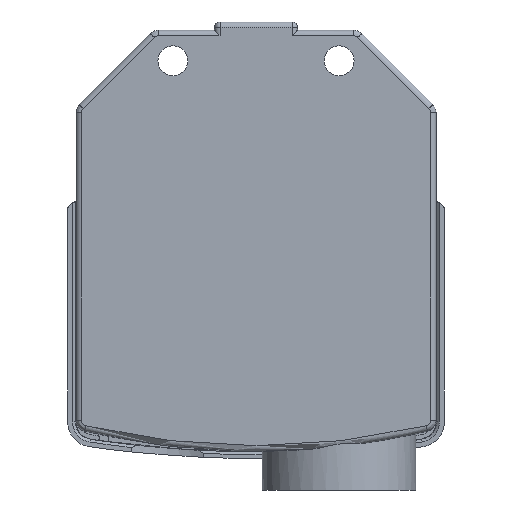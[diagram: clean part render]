
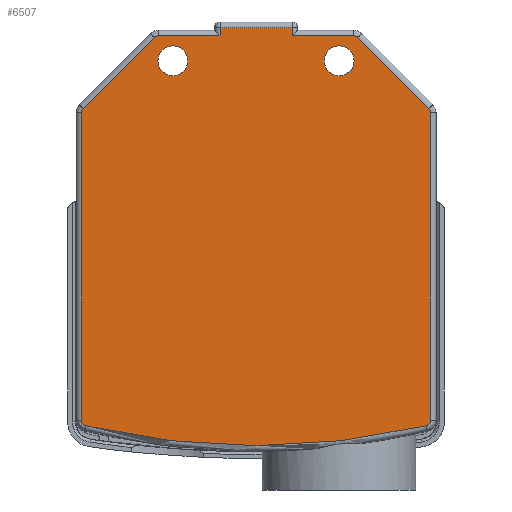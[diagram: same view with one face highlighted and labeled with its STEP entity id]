
A CAD part, front view. The second image highlights one B-rep face of the part: STEP entity #6507.
In plain terms, the highlighted planar face has unit normal (0, -1, 0).
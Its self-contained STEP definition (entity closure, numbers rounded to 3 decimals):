
#38=CARTESIAN_POINT('',(17.672,0.,30.));
#39=DIRECTION('',(0.,1.,0.));
#40=DIRECTION('',(0.,0.,1.));
#41=AXIS2_PLACEMENT_3D('',#38,#39,#40);
#43=DIRECTION('',(0.707,0.,-0.707));
#44=VECTOR('',#43,18.142);
#45=CARTESIAN_POINT('',(18.379,0.,30.707));
#46=LINE('',#45,#44);
#47=CARTESIAN_POINT('',(30.5,0.,17.172));
#48=DIRECTION('',(0.,1.,0.));
#49=DIRECTION('',(0.707,0.,0.707));
#50=AXIS2_PLACEMENT_3D('',#47,#48,#49);
#52=CARTESIAN_POINT('',(30.5,0.,-38.429));
#53=DIRECTION('',(0.,1.,0.));
#54=DIRECTION('',(1.,0.,0.));
#55=AXIS2_PLACEMENT_3D('',#52,#53,#54);
#57=CARTESIAN_POINT('',(0.,0.,90.031));
#58=DIRECTION('',(0.,1.,0.));
#59=DIRECTION('',(0.231,0.,-0.973));
#60=AXIS2_PLACEMENT_3D('',#57,#58,#59);
#62=CARTESIAN_POINT('',(-30.5,0.,-38.429));
#63=DIRECTION('',(0.,1.,0.));
#64=DIRECTION('',(-0.231,0.,-0.973));
#65=AXIS2_PLACEMENT_3D('',#62,#63,#64);
#67=CARTESIAN_POINT('',(-30.5,0.,
17.172));
#68=DIRECTION('',(0.,1.,0.));
#69=DIRECTION('',(-1.,0.,0.));
#70=AXIS2_PLACEMENT_3D('',#67,#68,#69);
#72=DIRECTION('',(0.707,0.,0.707));
#73=VECTOR('',#72,18.142);
#74=CARTESIAN_POINT('',(-31.207,0.,
17.879));
#75=LINE('',#74,#73);
#76=CARTESIAN_POINT('',(-17.672,0.,
30.));
#77=DIRECTION('',(0.,1.,0.));
#78=DIRECTION('',(-0.707,0.,0.707));
#79=AXIS2_PLACEMENT_3D('',#76,#77,#78);
#81=CARTESIAN_POINT('',(15.,0.,26.5));
#82=DIRECTION('',(0.,-1.,0.));
#83=DIRECTION('',(-1.,0.,0.));
#84=AXIS2_PLACEMENT_3D('',#81,#82,#83);
#86=CARTESIAN_POINT('',(15.,0.,26.5));
#87=DIRECTION('',(0.,-1.,0.));
#88=DIRECTION('',(1.,0.,0.));
#89=AXIS2_PLACEMENT_3D('',#86,#87,#88);
#91=CARTESIAN_POINT('',(-15.,0.,26.5));
#92=DIRECTION('',(0.,-1.,0.));
#93=DIRECTION('',(-1.,0.,0.));
#94=AXIS2_PLACEMENT_3D('',#91,#92,#93);
#96=CARTESIAN_POINT('',(-15.,0.,26.5));
#97=DIRECTION('',(0.,-1.,0.));
#98=DIRECTION('',(1.,0.,0.));
#99=AXIS2_PLACEMENT_3D('',#96,#97,#98);
#101=DIRECTION('',(0.,0.,1.));
#102=VECTOR('',#101,1.5);
#103=CARTESIAN_POINT('',(6.5,0.,31.));
#104=LINE('',#103,#102);
#132=DIRECTION('',(-1.,0.,0.));
#133=VECTOR('',#132,13.);
#134=CARTESIAN_POINT('',(6.5,0.,32.5));
#135=LINE('',#134,#133);
#1756=DIRECTION('',(0.,0.,1.));
#1757=VECTOR('',#1756,55.6);
#1758=CARTESIAN_POINT('',(31.5,0.,
-38.429));
#1759=LINE('',#1758,#1757);
#1802=DIRECTION('',(-1.,0.,0.));
#1803=VECTOR('',#1802,11.172);
#1804=CARTESIAN_POINT('',(17.672,0.,
31.));
#1805=LINE('',#1804,#1803);
#2567=DIRECTION('',(0.,0.,-1.));
#2568=VECTOR('',#2567,55.6);
#2569=CARTESIAN_POINT('',(-31.5,0.,
17.172));
#2570=LINE('',#2569,#2568);
#2609=DIRECTION('',(-1.,0.,0.));
#2610=VECTOR('',#2609,11.172);
#2611=CARTESIAN_POINT('',(-6.5,0.,31.));
#2612=LINE('',#2611,#2610);
#2621=DIRECTION('',(0.,0.,-1.));
#2622=VECTOR('',#2621,1.5);
#2623=CARTESIAN_POINT('',(-6.5,0.,32.5));
#2624=LINE('',#2623,#2622);
#5570=CARTESIAN_POINT('',(6.5,0.,31.));
#5571=CARTESIAN_POINT('',(6.5,0.,32.5));
#5572=VERTEX_POINT('',#5570);
#5573=VERTEX_POINT('',#5571);
#5574=CARTESIAN_POINT('',(17.672,0.,
31.));
#5575=VERTEX_POINT('',#5574);
#5576=CARTESIAN_POINT('',(18.379,0.,
30.707));
#5577=VERTEX_POINT('',#5576);
#5578=CARTESIAN_POINT('',(31.207,0.,17.879));
#5579=VERTEX_POINT('',#5578);
#5580=CARTESIAN_POINT('',(31.5,0.,17.172));
#5581=VERTEX_POINT('',#5580);
#5582=CARTESIAN_POINT('',(31.5,0.,
-38.429));
#5583=VERTEX_POINT('',#5582);
#5584=CARTESIAN_POINT('',(30.731,0.,-39.402));
#5585=VERTEX_POINT('',#5584);
#5586=CARTESIAN_POINT('',(-30.731,0.,-39.402));
#5587=VERTEX_POINT('',#5586);
#5588=CARTESIAN_POINT('',(-31.5,0.,-38.429));
#5589=VERTEX_POINT('',#5588);
#5590=CARTESIAN_POINT('',(-31.5,0.,
17.172));
#5591=VERTEX_POINT('',#5590);
#5592=CARTESIAN_POINT('',(-31.207,0.,
17.879));
#5593=VERTEX_POINT('',#5592);
#5594=CARTESIAN_POINT('',(-18.379,0.,
30.707));
#5595=VERTEX_POINT('',#5594);
#5596=CARTESIAN_POINT('',(-17.672,0.,
31.));
#5597=VERTEX_POINT('',#5596);
#5598=CARTESIAN_POINT('',(-6.5,0.,31.));
#5599=VERTEX_POINT('',#5598);
#5600=CARTESIAN_POINT('',(-6.5,0.,32.5));
#5601=VERTEX_POINT('',#5600);
#5602=CARTESIAN_POINT('',(12.3,0.,26.5));
#5603=CARTESIAN_POINT('',(17.7,0.,26.5));
#5604=VERTEX_POINT('',#5602);
#5605=VERTEX_POINT('',#5603);
#5606=CARTESIAN_POINT('',(-17.7,0.,26.5));
#5607=CARTESIAN_POINT('',(-12.3,0.,26.5));
#5608=VERTEX_POINT('',#5606);
#5609=VERTEX_POINT('',#5607);
#6456=CARTESIAN_POINT('',(0.,0.,0.));
#6457=DIRECTION('',(0.,1.,0.));
#6458=DIRECTION('',(1.,0.,0.));
#6459=AXIS2_PLACEMENT_3D('',#6456,#6457,#6458);
#6460=PLANE('',#6459);
#6462=ORIENTED_EDGE('',*,*,#6461,.F.);
#6464=ORIENTED_EDGE('',*,*,#6463,.F.);
#6466=ORIENTED_EDGE('',*,*,#6465,.T.);
#6468=ORIENTED_EDGE('',*,*,#6467,.T.);
#6470=ORIENTED_EDGE('',*,*,#6469,.T.);
#6472=ORIENTED_EDGE('',*,*,#6471,.F.);
#6474=ORIENTED_EDGE('',*,*,#6473,.T.);
#6476=ORIENTED_EDGE('',*,*,#6475,.T.);
#6478=ORIENTED_EDGE('',*,*,#6477,.T.);
#6480=ORIENTED_EDGE('',*,*,#6479,.F.);
#6482=ORIENTED_EDGE('',*,*,#6481,.T.);
#6484=ORIENTED_EDGE('',*,*,#6483,.T.);
#6486=ORIENTED_EDGE('',*,*,#6485,.T.);
#6488=ORIENTED_EDGE('',*,*,#6487,.F.);
#6490=ORIENTED_EDGE('',*,*,#6489,.F.);
#6492=ORIENTED_EDGE('',*,*,#6491,.F.);
#6493=EDGE_LOOP('',(#6462,#6464,#6466,#6468,#6470,#6472,#6474,#6476,#6478,#6480,
#6482,#6484,#6486,#6488,#6490,#6492));
#6494=FACE_OUTER_BOUND('',#6493,.F.);
#6496=ORIENTED_EDGE('',*,*,#6495,.T.);
#6498=ORIENTED_EDGE('',*,*,#6497,.T.);
#6499=EDGE_LOOP('',(#6496,#6498));
#6500=FACE_BOUND('',#6499,.F.);
#6502=ORIENTED_EDGE('',*,*,#6501,.T.);
#6504=ORIENTED_EDGE('',*,*,#6503,.T.);
#6505=EDGE_LOOP('',(#6502,#6504));
#6506=FACE_BOUND('',#6505,.F.);
#6507=ADVANCED_FACE('',(#6494,#6500,#6506),#6460,.F.);
#42=CIRCLE('',#41,1.);
#51=CIRCLE('',#50,1.);
#56=CIRCLE('',#55,1.);
#61=CIRCLE('',#60,133.031);
#66=CIRCLE('',#65,1.);
#71=CIRCLE('',#70,1.);
#80=CIRCLE('',#79,1.);
#85=CIRCLE('',#84,2.7);
#90=CIRCLE('',#89,2.7);
#95=CIRCLE('',#94,2.7);
#100=CIRCLE('',#99,2.7);
#6461=EDGE_CURVE('',#5572,#5573,#104,.T.);
#6463=EDGE_CURVE('',#5575,#5572,#1805,.T.);
#6465=EDGE_CURVE('',#5575,#5577,#42,.T.);
#6467=EDGE_CURVE('',#5577,#5579,#46,.T.);
#6469=EDGE_CURVE('',#5579,#5581,#51,.T.);
#6471=EDGE_CURVE('',#5583,#5581,#1759,.T.);
#6473=EDGE_CURVE('',#5583,#5585,#56,.T.);
#6475=EDGE_CURVE('',#5585,#5587,#61,.T.);
#6477=EDGE_CURVE('',#5587,#5589,#66,.T.);
#6479=EDGE_CURVE('',#5591,#5589,#2570,.T.);
#6481=EDGE_CURVE('',#5591,#5593,#71,.T.);
#6483=EDGE_CURVE('',#5593,#5595,#75,.T.);
#6485=EDGE_CURVE('',#5595,#5597,#80,.T.);
#6487=EDGE_CURVE('',#5599,#5597,#2612,.T.);
#6489=EDGE_CURVE('',#5601,#5599,#2624,.T.);
#6491=EDGE_CURVE('',#5573,#5601,#135,.T.);
#6495=EDGE_CURVE('',#5604,#5605,#85,.T.);
#6497=EDGE_CURVE('',#5605,#5604,#90,.T.);
#6501=EDGE_CURVE('',#5608,#5609,#95,.T.);
#6503=EDGE_CURVE('',#5609,#5608,#100,.T.);
